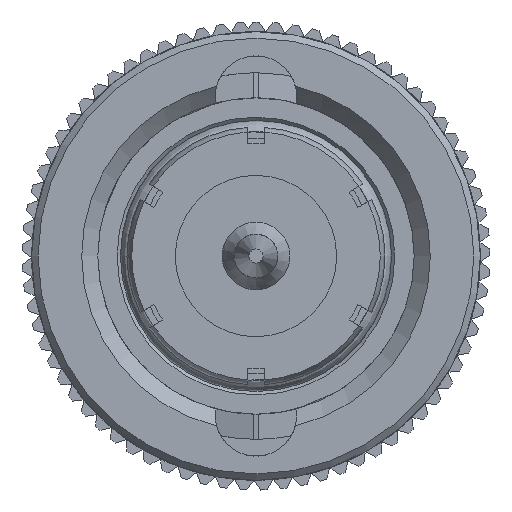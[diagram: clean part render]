
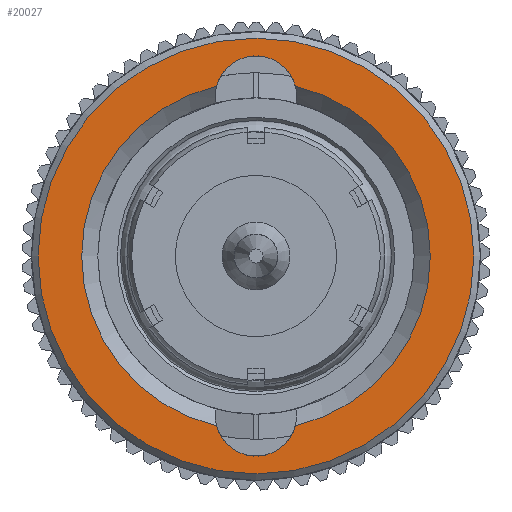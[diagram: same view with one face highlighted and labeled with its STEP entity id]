
A CAD part, front view. The second image highlights one B-rep face of the part: STEP entity #20027.
In plain terms, the highlighted planar face has unit normal (0, -1, 0).
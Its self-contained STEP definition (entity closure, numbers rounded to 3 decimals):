
#3121=PLANE('',#21479);
#6982=ORIENTED_EDGE('',*,*,#9038,.T.);
#6983=ORIENTED_EDGE('',*,*,#9007,.T.);
#6984=ORIENTED_EDGE('',*,*,#9031,.T.);
#6985=ORIENTED_EDGE('',*,*,#9015,.T.);
#6986=ORIENTED_EDGE('',*,*,#9014,.T.);
#9007=EDGE_CURVE('',#10166,#10165,#10701,.T.);
#9014=EDGE_CURVE('',#10170,#10166,#10703,.T.);
#9015=EDGE_CURVE('',#10171,#10170,#10704,.T.);
#9031=EDGE_CURVE('',#10165,#10171,#10708,.T.);
#9038=EDGE_CURVE('',#10182,#10182,#10712,.F.);
#10165=VERTEX_POINT('',#30570);
#10166=VERTEX_POINT('',#30572);
#10170=VERTEX_POINT('',#30589);
#10171=VERTEX_POINT('',#30593);
#10182=VERTEX_POINT('',#30657);
#10701=CIRCLE('',#21449,1.265);
#10703=CIRCLE('',#21453,5.4);
#10704=CIRCLE('',#21455,1.265);
#10708=CIRCLE('',#21470,5.4);
#10712=CIRCLE('',#21480,6.75);
#11674=EDGE_LOOP('',(#6982));
#11675=EDGE_LOOP('',(#6983,#6984,#6985,#6986));
#12648=FACE_BOUND('',#11674,.T.);
#12649=FACE_BOUND('',#11675,.T.);
#20027=ADVANCED_FACE('',(#12648,#12649),#3121,.F.);
#21449=AXIS2_PLACEMENT_3D('',#30571,#25304,#25305);
#21453=AXIS2_PLACEMENT_3D('',#30590,#25314,#25315);
#21455=AXIS2_PLACEMENT_3D('',#30592,#25318,#25319);
#21470=AXIS2_PLACEMENT_3D('',#30636,#25352,#25353);
#21479=AXIS2_PLACEMENT_3D('',#30655,#25370,#25371);
#21480=AXIS2_PLACEMENT_3D('',#30656,#25372,#25373);
#25304=DIRECTION('',(0.,1.,0.));
#25305=DIRECTION('',(0.,0.,-1.));
#25314=DIRECTION('',(0.,1.,0.));
#25315=DIRECTION('',(1.,0.,0.));
#25318=DIRECTION('',(0.,1.,0.));
#25319=DIRECTION('',(0.,0.,1.));
#25352=DIRECTION('',(0.,1.,0.));
#25353=DIRECTION('',(1.,0.,0.));
#25370=DIRECTION('',(0.,1.,0.));
#25371=DIRECTION('',(1.,0.,0.));
#25372=DIRECTION('',(0.,1.,0.));
#25373=DIRECTION('',(1.,0.,0.));
#30570=CARTESIAN_POINT('',(1.223,-152.4,5.26));
#30571=CARTESIAN_POINT('',(0.,-152.4,4.935));
#30572=CARTESIAN_POINT('',(-1.223,-152.4,5.26));
#30589=CARTESIAN_POINT('',(-1.223,-152.4,-5.26));
#30590=CARTESIAN_POINT('',(0.,-152.4,0.));
#30592=CARTESIAN_POINT('',(0.,-152.4,-4.935));
#30593=CARTESIAN_POINT('',(1.223,-152.4,-5.26));
#30636=CARTESIAN_POINT('',(0.,-152.4,0.));
#30655=CARTESIAN_POINT('',(0.,-152.4,0.));
#30656=CARTESIAN_POINT('',(0.,-152.4,0.));
#30657=CARTESIAN_POINT('',(6.75,-152.4,0.));
